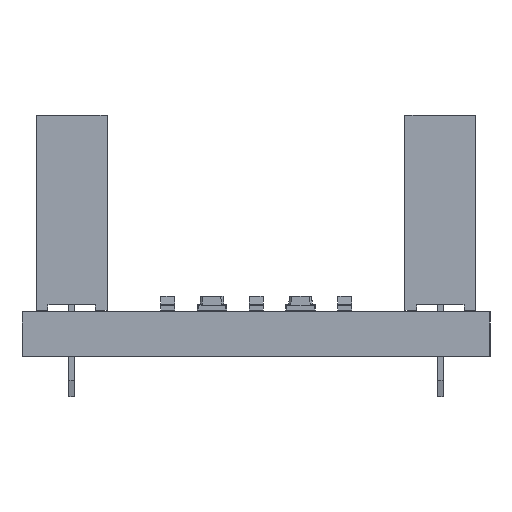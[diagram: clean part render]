
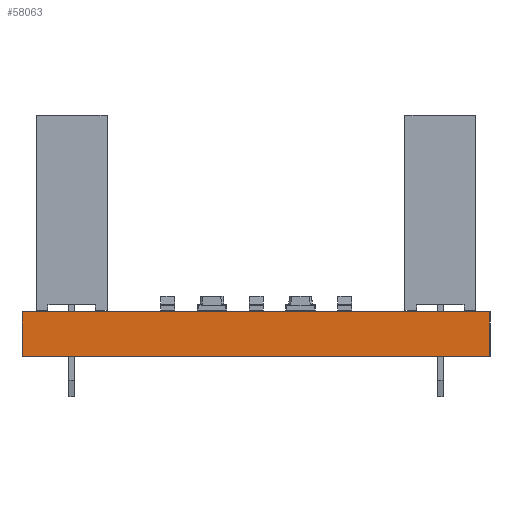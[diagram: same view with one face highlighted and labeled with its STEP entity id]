
A CAD part, left-side view. The second image highlights one B-rep face of the part: STEP entity #58063.
In plain terms, the highlighted planar face has unit normal (-1, 0, 0).
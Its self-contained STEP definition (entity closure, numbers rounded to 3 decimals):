
#58063 = ADVANCED_FACE('',(#58064),#58078,.F.);
#58064 = FACE_BOUND('',#58065,.F.);
#58065 = EDGE_LOOP('',(#58066,#58101,#58129,#58157));
#58066 = ORIENTED_EDGE('',*,*,#58067,.T.);
#58067 = EDGE_CURVE('',#58068,#58070,#58072,.T.);
#58068 = VERTEX_POINT('',#58069);
#58069 = CARTESIAN_POINT('',(-0.889,0.889,0.));
#58070 = VERTEX_POINT('',#58071);
#58071 = CARTESIAN_POINT('',(-0.889,0.889,1.6));
#58072 = SURFACE_CURVE('',#58073,(#58077,#58089),.PCURVE_S1.);
#58073 = LINE('',#58074,#58075);
#58074 = CARTESIAN_POINT('',(-0.889,0.889,0.));
#58075 = VECTOR('',#58076,1.);
#58076 = DIRECTION('',(0.,0.,1.));
#58077 = PCURVE('',#58078,#58083);
#58078 = PLANE('',#58079);
#58079 = AXIS2_PLACEMENT_3D('',#58080,#58081,#58082);
#58080 = CARTESIAN_POINT('',(-0.889,0.889,0.));
#58081 = DIRECTION('',(1.,0.,0.));
#58082 = DIRECTION('',(0.,-1.,0.));
#58083 = DEFINITIONAL_REPRESENTATION('',(#58084),#58088);
#58084 = LINE('',#58085,#58086);
#58085 = CARTESIAN_POINT('',(0.,0.));
#58086 = VECTOR('',#58087,1.);
#58087 = DIRECTION('',(0.,-1.));
#58088 = ( GEOMETRIC_REPRESENTATION_CONTEXT(2) 
PARAMETRIC_REPRESENTATION_CONTEXT() REPRESENTATION_CONTEXT('2D SPACE',''
  ) );
#58089 = PCURVE('',#58090,#58095);
#58090 = PLANE('',#58091);
#58091 = AXIS2_PLACEMENT_3D('',#58092,#58093,#58094);
#58092 = CARTESIAN_POINT('',(57.023,0.889,0.));
#58093 = DIRECTION('',(0.,-1.,0.));
#58094 = DIRECTION('',(-1.,0.,0.));
#58095 = DEFINITIONAL_REPRESENTATION('',(#58096),#58100);
#58096 = LINE('',#58097,#58098);
#58097 = CARTESIAN_POINT('',(57.912,0.));
#58098 = VECTOR('',#58099,1.);
#58099 = DIRECTION('',(0.,-1.));
#58100 = ( GEOMETRIC_REPRESENTATION_CONTEXT(2) 
PARAMETRIC_REPRESENTATION_CONTEXT() REPRESENTATION_CONTEXT('2D SPACE',''
  ) );
#58101 = ORIENTED_EDGE('',*,*,#58102,.T.);
#58102 = EDGE_CURVE('',#58070,#58103,#58105,.T.);
#58103 = VERTEX_POINT('',#58104);
#58104 = CARTESIAN_POINT('',(-0.889,-15.875,1.6));
#58105 = SURFACE_CURVE('',#58106,(#58110,#58117),.PCURVE_S1.);
#58106 = LINE('',#58107,#58108);
#58107 = CARTESIAN_POINT('',(-0.889,0.889,1.6));
#58108 = VECTOR('',#58109,1.);
#58109 = DIRECTION('',(0.,-1.,0.));
#58110 = PCURVE('',#58078,#58111);
#58111 = DEFINITIONAL_REPRESENTATION('',(#58112),#58116);
#58112 = LINE('',#58113,#58114);
#58113 = CARTESIAN_POINT('',(0.,-1.6));
#58114 = VECTOR('',#58115,1.);
#58115 = DIRECTION('',(1.,0.));
#58116 = ( GEOMETRIC_REPRESENTATION_CONTEXT(2) 
PARAMETRIC_REPRESENTATION_CONTEXT() REPRESENTATION_CONTEXT('2D SPACE',''
  ) );
#58117 = PCURVE('',#58118,#58123);
#58118 = PLANE('',#58119);
#58119 = AXIS2_PLACEMENT_3D('',#58120,#58121,#58122);
#58120 = CARTESIAN_POINT('',(28.067,-7.493,1.6));
#58121 = DIRECTION('',(0.,0.,1.));
#58122 = DIRECTION('',(1.,0.,0.));
#58123 = DEFINITIONAL_REPRESENTATION('',(#58124),#58128);
#58124 = LINE('',#58125,#58126);
#58125 = CARTESIAN_POINT('',(-28.956,8.382));
#58126 = VECTOR('',#58127,1.);
#58127 = DIRECTION('',(0.,-1.));
#58128 = ( GEOMETRIC_REPRESENTATION_CONTEXT(2) 
PARAMETRIC_REPRESENTATION_CONTEXT() REPRESENTATION_CONTEXT('2D SPACE',''
  ) );
#58129 = ORIENTED_EDGE('',*,*,#58130,.F.);
#58130 = EDGE_CURVE('',#58131,#58103,#58133,.T.);
#58131 = VERTEX_POINT('',#58132);
#58132 = CARTESIAN_POINT('',(-0.889,-15.875,0.));
#58133 = SURFACE_CURVE('',#58134,(#58138,#58145),.PCURVE_S1.);
#58134 = LINE('',#58135,#58136);
#58135 = CARTESIAN_POINT('',(-0.889,-15.875,0.));
#58136 = VECTOR('',#58137,1.);
#58137 = DIRECTION('',(0.,0.,1.));
#58138 = PCURVE('',#58078,#58139);
#58139 = DEFINITIONAL_REPRESENTATION('',(#58140),#58144);
#58140 = LINE('',#58141,#58142);
#58141 = CARTESIAN_POINT('',(16.764,0.));
#58142 = VECTOR('',#58143,1.);
#58143 = DIRECTION('',(0.,-1.));
#58144 = ( GEOMETRIC_REPRESENTATION_CONTEXT(2) 
PARAMETRIC_REPRESENTATION_CONTEXT() REPRESENTATION_CONTEXT('2D SPACE',''
  ) );
#58145 = PCURVE('',#58146,#58151);
#58146 = PLANE('',#58147);
#58147 = AXIS2_PLACEMENT_3D('',#58148,#58149,#58150);
#58148 = CARTESIAN_POINT('',(-0.889,-15.875,0.));
#58149 = DIRECTION('',(0.,1.,0.));
#58150 = DIRECTION('',(1.,0.,0.));
#58151 = DEFINITIONAL_REPRESENTATION('',(#58152),#58156);
#58152 = LINE('',#58153,#58154);
#58153 = CARTESIAN_POINT('',(0.,0.));
#58154 = VECTOR('',#58155,1.);
#58155 = DIRECTION('',(0.,-1.));
#58156 = ( GEOMETRIC_REPRESENTATION_CONTEXT(2) 
PARAMETRIC_REPRESENTATION_CONTEXT() REPRESENTATION_CONTEXT('2D SPACE',''
  ) );
#58157 = ORIENTED_EDGE('',*,*,#58158,.F.);
#58158 = EDGE_CURVE('',#58068,#58131,#58159,.T.);
#58159 = SURFACE_CURVE('',#58160,(#58164,#58171),.PCURVE_S1.);
#58160 = LINE('',#58161,#58162);
#58161 = CARTESIAN_POINT('',(-0.889,0.889,0.));
#58162 = VECTOR('',#58163,1.);
#58163 = DIRECTION('',(0.,-1.,0.));
#58164 = PCURVE('',#58078,#58165);
#58165 = DEFINITIONAL_REPRESENTATION('',(#58166),#58170);
#58166 = LINE('',#58167,#58168);
#58167 = CARTESIAN_POINT('',(0.,0.));
#58168 = VECTOR('',#58169,1.);
#58169 = DIRECTION('',(1.,0.));
#58170 = ( GEOMETRIC_REPRESENTATION_CONTEXT(2) 
PARAMETRIC_REPRESENTATION_CONTEXT() REPRESENTATION_CONTEXT('2D SPACE',''
  ) );
#58171 = PCURVE('',#58172,#58177);
#58172 = PLANE('',#58173);
#58173 = AXIS2_PLACEMENT_3D('',#58174,#58175,#58176);
#58174 = CARTESIAN_POINT('',(28.067,-7.493,0.));
#58175 = DIRECTION('',(0.,0.,1.));
#58176 = DIRECTION('',(1.,0.,0.));
#58177 = DEFINITIONAL_REPRESENTATION('',(#58178),#58182);
#58178 = LINE('',#58179,#58180);
#58179 = CARTESIAN_POINT('',(-28.956,8.382));
#58180 = VECTOR('',#58181,1.);
#58181 = DIRECTION('',(0.,-1.));
#58182 = ( GEOMETRIC_REPRESENTATION_CONTEXT(2) 
PARAMETRIC_REPRESENTATION_CONTEXT() REPRESENTATION_CONTEXT('2D SPACE',''
  ) );
